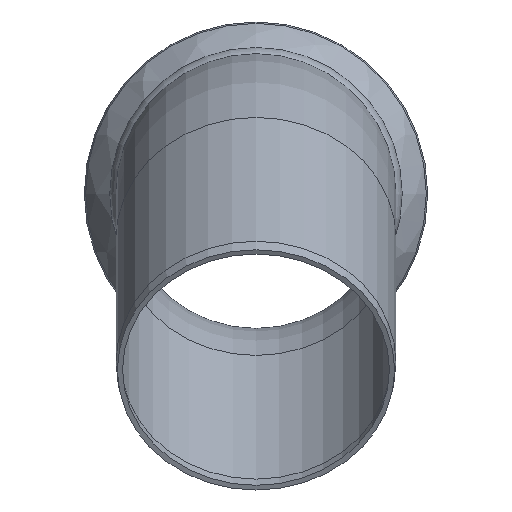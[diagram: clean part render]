
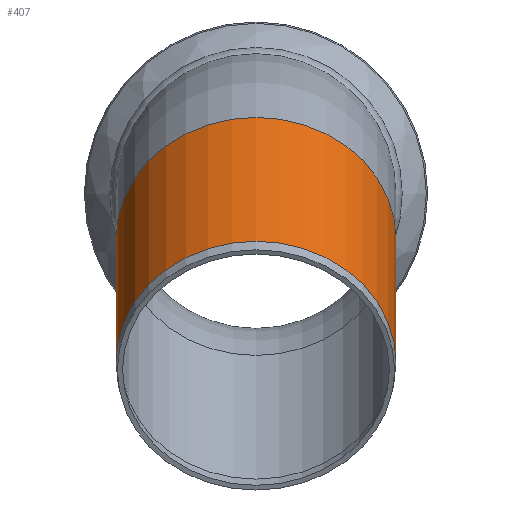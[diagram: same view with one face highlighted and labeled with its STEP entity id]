
A CAD part, left-side view. The second image highlights one B-rep face of the part: STEP entity #407.
In plain terms, the highlighted cylindrical face has radius 54 mm (diameter 108 mm), a full revolution.
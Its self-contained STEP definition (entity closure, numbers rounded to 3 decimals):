
#28=LINE('',#745,#39);
#39=VECTOR('',#560,54.);
#50=CYLINDRICAL_SURFACE('',#460,54.);
#60=FACE_OUTER_BOUND('',#80,.T.);
#80=EDGE_LOOP('',(#289,#290,#291,#292,#293,#294));
#112=CIRCLE('',#461,54.);
#113=CIRCLE('',#462,54.);
#114=CIRCLE('',#463,54.);
#115=CIRCLE('',#464,54.);
#166=VERTEX_POINT('',#740);
#167=VERTEX_POINT('',#741);
#168=VERTEX_POINT('',#744);
#169=VERTEX_POINT('',#746);
#217=EDGE_CURVE('',#166,#167,#112,.T.);
#218=EDGE_CURVE('',#167,#166,#113,.T.);
#219=EDGE_CURVE('',#167,#168,#28,.T.);
#220=EDGE_CURVE('',#169,#168,#114,.T.);
#221=EDGE_CURVE('',#168,#169,#115,.T.);
#289=ORIENTED_EDGE('',*,*,#217,.F.);
#290=ORIENTED_EDGE('',*,*,#218,.F.);
#291=ORIENTED_EDGE('',*,*,#219,.T.);
#292=ORIENTED_EDGE('',*,*,#220,.F.);
#293=ORIENTED_EDGE('',*,*,#221,.F.);
#294=ORIENTED_EDGE('',*,*,#219,.F.);
#407=ADVANCED_FACE('',(#60),#50,.T.);
#460=AXIS2_PLACEMENT_3D('',#739,#554,#555);
#461=AXIS2_PLACEMENT_3D('',#742,#556,#557);
#462=AXIS2_PLACEMENT_3D('',#743,#558,#559);
#463=AXIS2_PLACEMENT_3D('',#747,#561,#562);
#464=AXIS2_PLACEMENT_3D('',#748,#563,#564);
#554=DIRECTION('center_axis',(-0.866,0.,-0.5));
#555=DIRECTION('ref_axis',(-0.5,0.,0.866));
#556=DIRECTION('center_axis',(-0.866,0.,-0.5));
#557=DIRECTION('ref_axis',(0.5,0.,-0.866));
#558=DIRECTION('center_axis',(-0.866,0.,-0.5));
#559=DIRECTION('ref_axis',(0.5,0.,-0.866));
#560=DIRECTION('',(0.866,0.,0.5));
#561=DIRECTION('center_axis',(0.866,0.,0.5));
#562=DIRECTION('ref_axis',(-0.5,0.,0.866));
#563=DIRECTION('center_axis',(0.866,0.,0.5));
#564=DIRECTION('ref_axis',(-0.5,0.,0.866));
#739=CARTESIAN_POINT('Origin',(-198.452,0.,-41.253));
#740=CARTESIAN_POINT('',(-266.83,0.,-18.377));
#741=CARTESIAN_POINT('',(-212.83,0.,-111.908));
#742=CARTESIAN_POINT('Origin',(-239.83,0.,-65.142));
#743=CARTESIAN_POINT('Origin',(-239.83,0.,-65.142));
#744=CARTESIAN_POINT('',(-130.074,0.,-64.128));
#745=CARTESIAN_POINT('',(-171.452,0.,-88.018));
#746=CARTESIAN_POINT('',(-157.074,-54.,-17.363));
#747=CARTESIAN_POINT('Origin',(-157.074,0.,-17.363));
#748=CARTESIAN_POINT('Origin',(-157.074,0.,-17.363));
